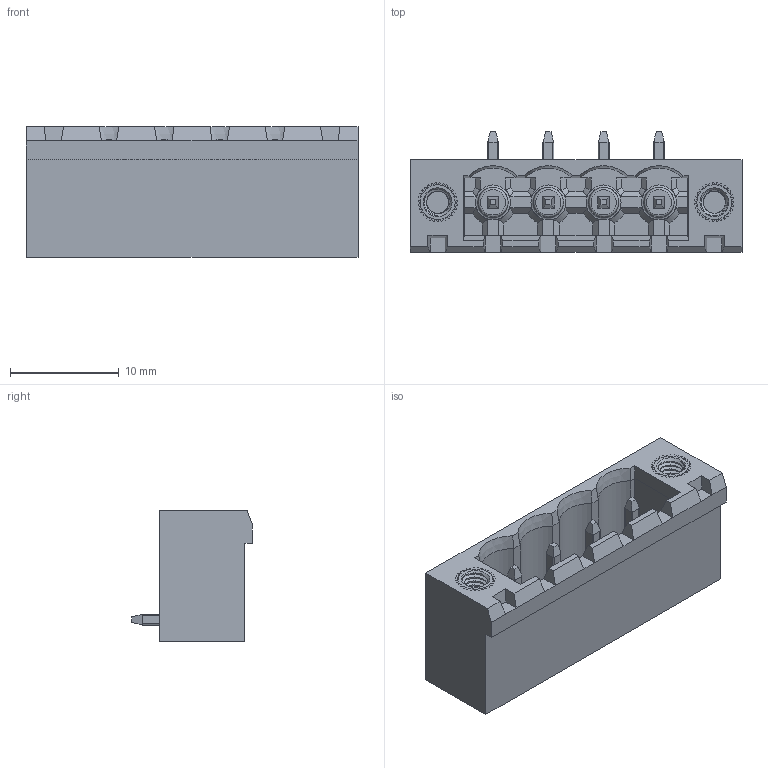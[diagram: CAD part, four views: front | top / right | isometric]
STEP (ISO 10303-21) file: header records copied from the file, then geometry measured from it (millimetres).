
FILE_DESCRIPTION(/* description */ ('Unknown'),/* implementation_level */ '2;1');
FILE_NAME(/* name */ '691701550004B',/* time_stamp */ '2024-01-05T11:35:16+01:00',/* author */ ('Unknown'),/* organization */ ('Unknown'),/* preprocessor_version */ 'ST-DEVELOPER v18.102',/* originating_system */ 'Solid Edge',/* authorisation */ 'Unknown');
FILE_SCHEMA (('AUTOMOTIVE_DESIGN {1 0 10303 214 3 1 1}'));
Length unit declared in the file: millimetre
Products named in the file (4): 6917015500xxB; 691701520004B; 6917015300xxB_Pin; 6917015200xxB_Insert
Assembly tree (7 placements, depth 2):
  6917015500xxB
    691701520004B
    6917015300xxB_Pin  x4
    6917015200xxB_Insert  x2
Bounding box: 30.48 x 11.1 x 12.01 mm (x, y, z)
Volume: 1550.3 mm3; surface area: 3072.5 mm2
Topology: 7 solids, 7 shells, 855 faces, 2337 edges, 1516 vertices
Faces by surface type: plane 593, cylinder 190, cone 38, torus 24, bspline 6, sphere 4
Full cylindrical faces by diameter (mm): 3.18 x2, 3.2 x2
Entity records: 19495 total; most frequent: CARTESIAN_POINT 5427, ORIENTED_EDGE 2952, DIRECTION 2767, EDGE_CURVE 1476, LINE 1105, VECTOR 1105, VERTEX_POINT 963, AXIS2_PLACEMENT_3D 831
